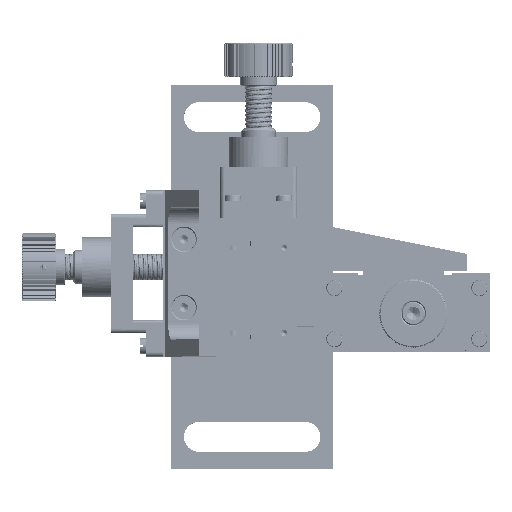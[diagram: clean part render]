
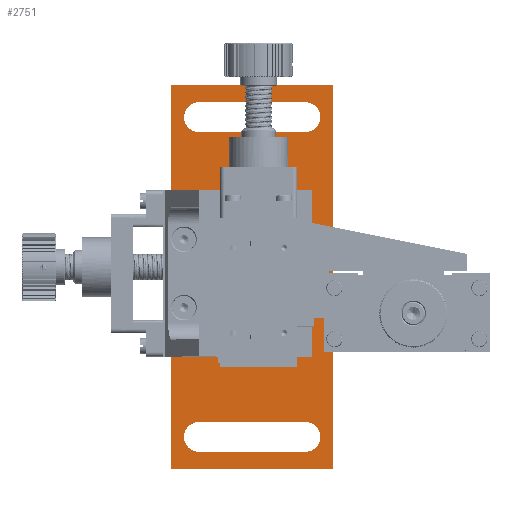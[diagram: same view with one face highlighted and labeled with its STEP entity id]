
A CAD part, top view. The second image highlights one B-rep face of the part: STEP entity #2751.
In plain terms, the highlighted planar face has unit normal (0, 0, 1).
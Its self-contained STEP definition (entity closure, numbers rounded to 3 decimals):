
#218=FACE_BOUND('',#10726,.T.);
#219=FACE_BOUND('',#10727,.T.);
#220=FACE_BOUND('',#10728,.T.);
#2751=ADVANCED_FACE('',(#6650,#218,#219,#220),#64969,.T.);
#6650=FACE_OUTER_BOUND('',#10725,.T.);
#10725=EDGE_LOOP('',(#26057,#26058,#26059,#26060));
#10726=EDGE_LOOP('',(#26061,#26062,#26063,#26064));
#10727=EDGE_LOOP('',(#26065,#26066,#26067,#26068));
#10728=EDGE_LOOP('',(#26069,#26070,#26071,#26072));
#26057=ORIENTED_EDGE('',*,*,#41227,.F.);
#26058=ORIENTED_EDGE('',*,*,#41228,.F.);
#26059=ORIENTED_EDGE('',*,*,#41229,.F.);
#26060=ORIENTED_EDGE('',*,*,#41226,.F.);
#26061=ORIENTED_EDGE('',*,*,#41230,.F.);
#26062=ORIENTED_EDGE('',*,*,#41231,.F.);
#26063=ORIENTED_EDGE('',*,*,#41232,.F.);
#26064=ORIENTED_EDGE('',*,*,#41233,.F.);
#26065=ORIENTED_EDGE('',*,*,#41263,.F.);
#26066=ORIENTED_EDGE('',*,*,#41234,.F.);
#26067=ORIENTED_EDGE('',*,*,#41259,.F.);
#26068=ORIENTED_EDGE('',*,*,#41235,.F.);
#26069=ORIENTED_EDGE('',*,*,#41253,.F.);
#26070=ORIENTED_EDGE('',*,*,#41236,.F.);
#26071=ORIENTED_EDGE('',*,*,#41249,.F.);
#26072=ORIENTED_EDGE('',*,*,#41237,.F.);
#41226=EDGE_CURVE('',#60789,#60790,#53611,.T.);
#41227=EDGE_CURVE('',#60791,#60789,#53612,.T.);
#41228=EDGE_CURVE('',#60792,#60791,#53613,.T.);
#41229=EDGE_CURVE('',#60790,#60792,#53614,.T.);
#41230=EDGE_CURVE('',#60793,#60794,#53615,.T.);
#41231=EDGE_CURVE('',#60795,#60793,#53616,.T.);
#41232=EDGE_CURVE('',#60796,#60795,#53617,.T.);
#41233=EDGE_CURVE('',#60794,#60796,#53618,.T.);
#41234=EDGE_CURVE('',#60799,#60797,#53619,.T.);
#41235=EDGE_CURVE('',#60798,#60800,#53620,.T.);
#41236=EDGE_CURVE('',#60803,#60801,#53621,.T.);
#41237=EDGE_CURVE('',#60802,#60804,#53622,.T.);
#41249=EDGE_CURVE('',#60804,#60803,#47456,.T.);
#41253=EDGE_CURVE('',#60801,#60802,#47458,.T.);
#41259=EDGE_CURVE('',#60800,#60799,#47460,.T.);
#41263=EDGE_CURVE('',#60797,#60798,#47462,.T.);
#47456=(
BOUNDED_CURVE()
B_SPLINE_CURVE(2,(#146549,#146550,#146551,#146552,#146553),
 .UNSPECIFIED.,.F.,.F.)
B_SPLINE_CURVE_WITH_KNOTS((3,2,3),(0.,5.498,10.996),
 .UNSPECIFIED.)
CURVE()
GEOMETRIC_REPRESENTATION_ITEM()
RATIONAL_B_SPLINE_CURVE((1.,0.707,1.,0.707,1.))
REPRESENTATION_ITEM('')
);
#47458=(
BOUNDED_CURVE()
B_SPLINE_CURVE(2,(#146563,#146564,#146565,#146566,#146567),
 .UNSPECIFIED.,.F.,.F.)
B_SPLINE_CURVE_WITH_KNOTS((3,2,3),(0.,5.498,10.996),
 .UNSPECIFIED.)
CURVE()
GEOMETRIC_REPRESENTATION_ITEM()
RATIONAL_B_SPLINE_CURVE((1.,0.707,1.,0.707,1.))
REPRESENTATION_ITEM('')
);
#47460=(
BOUNDED_CURVE()
B_SPLINE_CURVE(2,(#146581,#146582,#146583,#146584,#146585),
 .UNSPECIFIED.,.F.,.F.)
B_SPLINE_CURVE_WITH_KNOTS((3,2,3),(0.,5.498,10.996),
 .UNSPECIFIED.)
CURVE()
GEOMETRIC_REPRESENTATION_ITEM()
RATIONAL_B_SPLINE_CURVE((1.,0.707,1.,0.707,1.))
REPRESENTATION_ITEM('')
);
#47462=(
BOUNDED_CURVE()
B_SPLINE_CURVE(2,(#146595,#146596,#146597,#146598,#146599),
 .UNSPECIFIED.,.F.,.F.)
B_SPLINE_CURVE_WITH_KNOTS((3,2,3),(0.,5.498,10.996),
 .UNSPECIFIED.)
CURVE()
GEOMETRIC_REPRESENTATION_ITEM()
RATIONAL_B_SPLINE_CURVE((1.,0.707,1.,0.707,1.))
REPRESENTATION_ITEM('')
);
#53611=B_SPLINE_CURVE_WITH_KNOTS('',1,(#146500,#146501),.UNSPECIFIED.,.F.,
 .F.,(2,2),(-90.,0.),.UNSPECIFIED.);
#53612=B_SPLINE_CURVE_WITH_KNOTS('',1,(#146502,#146503),.UNSPECIFIED.,.F.,
 .F.,(2,2),(-38.,0.),.UNSPECIFIED.);
#53613=B_SPLINE_CURVE_WITH_KNOTS('',1,(#146504,#146505),.UNSPECIFIED.,.F.,
 .F.,(2,2),(-90.,0.),.UNSPECIFIED.);
#53614=B_SPLINE_CURVE_WITH_KNOTS('',1,(#146506,#146507),.UNSPECIFIED.,.F.,
 .F.,(2,2),(-38.,0.),.UNSPECIFIED.);
#53615=B_SPLINE_CURVE_WITH_KNOTS('',1,(#146508,#146509),.UNSPECIFIED.,.F.,
 .F.,(2,2),(-19.,0.),.UNSPECIFIED.);
#53616=B_SPLINE_CURVE_WITH_KNOTS('',1,(#146510,#146511),.UNSPECIFIED.,.F.,
 .F.,(2,2),(-34.,0.),.UNSPECIFIED.);
#53617=B_SPLINE_CURVE_WITH_KNOTS('',1,(#146512,#146513),.UNSPECIFIED.,.F.,
 .F.,(2,2),(-19.,0.),.UNSPECIFIED.);
#53618=B_SPLINE_CURVE_WITH_KNOTS('',1,(#146514,#146515),.UNSPECIFIED.,.F.,
 .F.,(2,2),(-34.,0.),.UNSPECIFIED.);
#53619=B_SPLINE_CURVE_WITH_KNOTS('',1,(#146516,#146517),.UNSPECIFIED.,.F.,
 .F.,(2,2),(-25.,0.),.UNSPECIFIED.);
#53620=B_SPLINE_CURVE_WITH_KNOTS('',1,(#146518,#146519),.UNSPECIFIED.,.F.,
 .F.,(2,2),(-25.,0.),.UNSPECIFIED.);
#53621=B_SPLINE_CURVE_WITH_KNOTS('',1,(#146520,#146521),.UNSPECIFIED.,.F.,
 .F.,(2,2),(-25.,0.),.UNSPECIFIED.);
#53622=B_SPLINE_CURVE_WITH_KNOTS('',1,(#146522,#146523),.UNSPECIFIED.,.F.,
 .F.,(2,2),(-25.,0.),.UNSPECIFIED.);
#60789=VERTEX_POINT('',#145881);
#60790=VERTEX_POINT('',#145882);
#60791=VERTEX_POINT('',#145883);
#60792=VERTEX_POINT('',#145884);
#60793=VERTEX_POINT('',#145885);
#60794=VERTEX_POINT('',#145886);
#60795=VERTEX_POINT('',#145887);
#60796=VERTEX_POINT('',#145888);
#60797=VERTEX_POINT('',#145889);
#60798=VERTEX_POINT('',#145890);
#60799=VERTEX_POINT('',#145891);
#60800=VERTEX_POINT('',#145892);
#60801=VERTEX_POINT('',#145893);
#60802=VERTEX_POINT('',#145894);
#60803=VERTEX_POINT('',#145895);
#60804=VERTEX_POINT('',#145896);
#64969=PLANE('',#69355);
#69355=AXIS2_PLACEMENT_3D('',#144446,#72564,$);
#72564=DIRECTION('',(0.,0.,1.));
#144446=CARTESIAN_POINT('',(-23.806,-59.016,7.));
#145881=CARTESIAN_POINT('',(-19.886,-49.896,7.));
#145882=CARTESIAN_POINT('',(-19.886,40.104,7.));
#145883=CARTESIAN_POINT('',(18.114,-49.896,7.));
#145884=CARTESIAN_POINT('',(18.114,40.104,7.));
#145885=CARTESIAN_POINT('',(-17.886,4.604,7.));
#145886=CARTESIAN_POINT('',(-17.886,-14.396,7.));
#145887=CARTESIAN_POINT('',(16.114,4.604,7.));
#145888=CARTESIAN_POINT('',(16.114,-14.396,7.));
#145889=CARTESIAN_POINT('',(11.614,29.104,7.));
#145890=CARTESIAN_POINT('',(11.614,36.104,7.));
#145891=CARTESIAN_POINT('',(-13.386,29.104,7.));
#145892=CARTESIAN_POINT('',(-13.386,36.104,7.));
#145893=CARTESIAN_POINT('',(11.614,-45.896,7.));
#145894=CARTESIAN_POINT('',(11.614,-38.896,7.));
#145895=CARTESIAN_POINT('',(-13.386,-45.896,7.));
#145896=CARTESIAN_POINT('',(-13.386,-38.896,7.));
#146500=CARTESIAN_POINT('',(-19.886,-49.896,7.));
#146501=CARTESIAN_POINT('',(-19.886,40.104,7.));
#146502=CARTESIAN_POINT('',(18.114,-49.896,7.));
#146503=CARTESIAN_POINT('',(-19.886,-49.896,7.));
#146504=CARTESIAN_POINT('',(18.114,40.104,7.));
#146505=CARTESIAN_POINT('',(18.114,-49.896,7.));
#146506=CARTESIAN_POINT('',(-19.886,40.104,7.));
#146507=CARTESIAN_POINT('',(18.114,40.104,7.));
#146508=CARTESIAN_POINT('',(-17.886,4.604,7.));
#146509=CARTESIAN_POINT('',(-17.886,-14.396,7.));
#146510=CARTESIAN_POINT('',(16.114,4.604,7.));
#146511=CARTESIAN_POINT('',(-17.886,4.604,7.));
#146512=CARTESIAN_POINT('',(16.114,-14.396,7.));
#146513=CARTESIAN_POINT('',(16.114,4.604,7.));
#146514=CARTESIAN_POINT('',(-17.886,-14.396,7.));
#146515=CARTESIAN_POINT('',(16.114,-14.396,7.));
#146516=CARTESIAN_POINT('',(-13.386,29.104,7.));
#146517=CARTESIAN_POINT('',(11.614,29.104,7.));
#146518=CARTESIAN_POINT('',(11.614,36.104,7.));
#146519=CARTESIAN_POINT('',(-13.386,36.104,7.));
#146520=CARTESIAN_POINT('',(-13.386,-45.896,7.));
#146521=CARTESIAN_POINT('',(11.614,-45.896,7.));
#146522=CARTESIAN_POINT('',(11.614,-38.896,7.));
#146523=CARTESIAN_POINT('',(-13.386,-38.896,7.));
#146549=CARTESIAN_POINT('',(-13.386,-38.896,7.));
#146550=CARTESIAN_POINT('',(-16.886,-38.896,7.));
#146551=CARTESIAN_POINT('',(-16.886,-42.396,7.));
#146552=CARTESIAN_POINT('',(-16.886,-45.896,7.));
#146553=CARTESIAN_POINT('',(-13.386,-45.896,7.));
#146563=CARTESIAN_POINT('',(11.614,-45.896,7.));
#146564=CARTESIAN_POINT('',(15.114,-45.896,7.));
#146565=CARTESIAN_POINT('',(15.114,-42.396,7.));
#146566=CARTESIAN_POINT('',(15.114,-38.896,7.));
#146567=CARTESIAN_POINT('',(11.614,-38.896,7.));
#146581=CARTESIAN_POINT('',(-13.386,36.104,7.));
#146582=CARTESIAN_POINT('',(-16.886,36.104,7.));
#146583=CARTESIAN_POINT('',(-16.886,32.604,7.));
#146584=CARTESIAN_POINT('',(-16.886,29.104,7.));
#146585=CARTESIAN_POINT('',(-13.386,29.104,7.));
#146595=CARTESIAN_POINT('',(11.614,29.104,7.));
#146596=CARTESIAN_POINT('',(15.114,29.104,7.));
#146597=CARTESIAN_POINT('',(15.114,32.604,7.));
#146598=CARTESIAN_POINT('',(15.114,36.104,7.));
#146599=CARTESIAN_POINT('',(11.614,36.104,7.));
